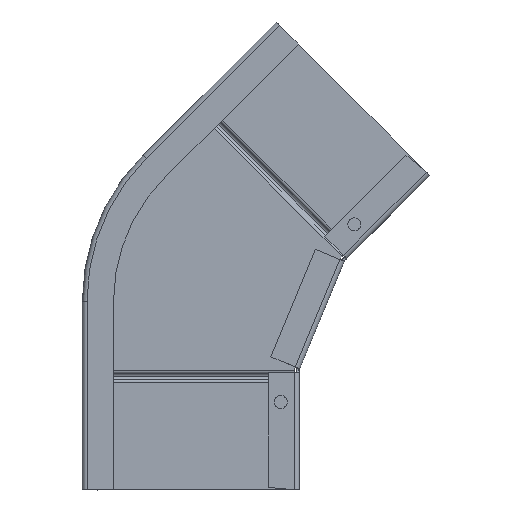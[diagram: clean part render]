
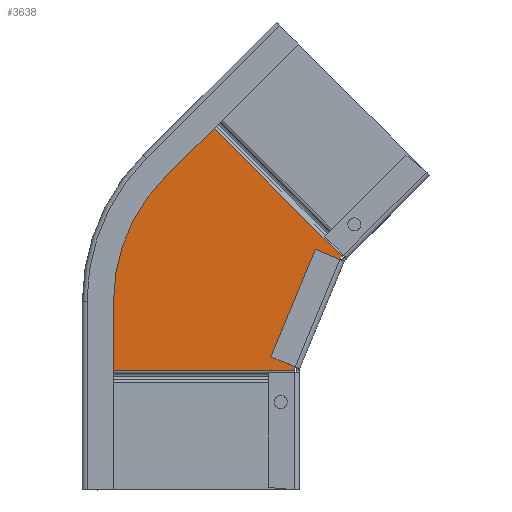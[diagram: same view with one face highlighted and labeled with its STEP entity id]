
A CAD part, top view. The second image highlights one B-rep face of the part: STEP entity #3638.
In plain terms, the highlighted planar face has unit normal (0, 0, 1).
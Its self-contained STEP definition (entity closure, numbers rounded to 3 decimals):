
#6 = EDGE_LOOP ( 'NONE', ( #4481, #3160, #3802, #679, #3414, #3810, #983, #2447 ) ) ;
#18 = LINE ( 'NONE', #3227, #884 ) ;
#44 = EDGE_CURVE ( 'NONE', #3730, #893, #2222, .T. ) ;
#85 = DIRECTION ( 'NONE',  ( 0., 0., -1. ) ) ;
#196 = VERTEX_POINT ( 'NONE', #3990 ) ;
#350 = DIRECTION ( 'NONE',  ( 0.383, 0.924, 0. ) ) ;
#378 = VECTOR ( 'NONE', #2670, 1000. ) ;
#428 = CARTESIAN_POINT ( 'NONE',  ( 0., 58.5, 0. ) ) ;
#448 = LINE ( 'NONE', #4592, #4045 ) ;
#455 = LINE ( 'NONE', #3875, #2770 ) ;
#495 = LINE ( 'NONE', #4428, #378 ) ;
#549 = CARTESIAN_POINT ( 'NONE',  ( 0., 57.328, 0. ) ) ;
#595 = EDGE_CURVE ( 'NONE', #1316, #3592, #455, .T. ) ;
#629 = AXIS2_PLACEMENT_3D ( 'NONE', #1911, #85, #2634 ) ;
#679 = ORIENTED_EDGE ( 'NONE', *, *, #2080, .F. ) ;
#719 = EDGE_CURVE ( 'NONE', #3592, #196, #4327, .T. ) ;
#872 = EDGE_CURVE ( 'NONE', #1304, #196, #448, .T. ) ;
#884 = VECTOR ( 'NONE', #3934, 1000. ) ;
#893 = VERTEX_POINT ( 'NONE', #3218 ) ;
#908 = CARTESIAN_POINT ( 'NONE',  ( 0., 58.5, 0. ) ) ;
#983 = ORIENTED_EDGE ( 'NONE', *, *, #1182, .F. ) ;
#1048 = EDGE_CURVE ( 'NONE', #3714, #1316, #2994, .T. ) ;
#1100 = FACE_OUTER_BOUND ( 'NONE', #6, .T. ) ;
#1178 = VECTOR ( 'NONE', #3643, 1000. ) ;
#1182 = EDGE_CURVE ( 'NONE', #3714, #893, #495, .T. ) ;
#1304 = VERTEX_POINT ( 'NONE', #4479 ) ;
#1316 = VERTEX_POINT ( 'NONE', #549 ) ;
#1510 = CARTESIAN_POINT ( 'NONE',  ( -47.954, 182.977, 0. ) ) ;
#1746 = DIRECTION ( 'NONE',  ( -0.707, -0.707, 0. ) ) ;
#1911 = CARTESIAN_POINT ( 'NONE',  ( -100., 57.328, 0. ) ) ;
#2080 = EDGE_CURVE ( 'NONE', #2816, #1304, #3464, .T. ) ;
#2120 = CARTESIAN_POINT ( 'NONE',  ( -3., 90.753, 0. ) ) ;
#2220 = CARTESIAN_POINT ( 'NONE',  ( -100., 57.328, 0. ) ) ;
#2222 = CIRCLE ( 'NONE', #3654, 97. ) ;
#2447 = ORIENTED_EDGE ( 'NONE', *, *, #1048, .T. ) ;
#2460 = DIRECTION ( 'NONE',  ( 0., 1., 0. ) ) ;
#2476 = DIRECTION ( 'NONE',  ( -1., 0., 0. ) ) ;
#2634 = DIRECTION ( 'NONE',  ( -1., 0., 0. ) ) ;
#2670 = DIRECTION ( 'NONE',  ( 0., 1., 0. ) ) ;
#2678 = CARTESIAN_POINT ( 'NONE',  ( -71.589, 159.343, 0. ) ) ;
#2770 = VECTOR ( 'NONE', #2460, 1000. ) ;
#2816 = VERTEX_POINT ( 'NONE', #3718 ) ;
#2981 = PLANE ( 'NONE',  #629 ) ;
#2994 = LINE ( 'NONE', #2220, #1178 ) ;
#3025 = CARTESIAN_POINT ( 'NONE',  ( -100., 57.328, 0. ) ) ;
#3160 = ORIENTED_EDGE ( 'NONE', *, *, #719, .T. ) ;
#3206 = EDGE_CURVE ( 'NONE', #2816, #3730, #18, .T. ) ;
#3218 = CARTESIAN_POINT ( 'NONE',  ( -100., 90.753, 0. ) ) ;
#3227 = CARTESIAN_POINT ( 'NONE',  ( -47.954, 182.977, 0. ) ) ;
#3414 = ORIENTED_EDGE ( 'NONE', *, *, #3206, .T. ) ;
#3464 = LINE ( 'NONE', #1510, #3573 ) ;
#3573 = VECTOR ( 'NONE', #4006, 1000. ) ;
#3592 = VERTEX_POINT ( 'NONE', #428 ) ;
#3638 = ADVANCED_FACE ( 'NONE', ( #1100 ), #2981, .F. ) ;
#3643 = DIRECTION ( 'NONE',  ( 1., 0., 0. ) ) ;
#3654 = AXIS2_PLACEMENT_3D ( 'NONE', #2120, #4601, #2476 ) ;
#3714 = VERTEX_POINT ( 'NONE', #3025 ) ;
#3718 = CARTESIAN_POINT ( 'NONE',  ( -47.954, 182.977, 0. ) ) ;
#3730 = VERTEX_POINT ( 'NONE', #2678 ) ;
#3802 = ORIENTED_EDGE ( 'NONE', *, *, #872, .F. ) ;
#3810 = ORIENTED_EDGE ( 'NONE', *, *, #44, .T. ) ;
#3875 = CARTESIAN_POINT ( 'NONE',  ( 0., 57.328, 0. ) ) ;
#3934 = DIRECTION ( 'NONE',  ( -0.707, -0.707, 0. ) ) ;
#3990 = CARTESIAN_POINT ( 'NONE',  ( 21.928, 111.438, 0. ) ) ;
#4006 = DIRECTION ( 'NONE',  ( 0.707, -0.707, 0. ) ) ;
#4045 = VECTOR ( 'NONE', #1746, 1000. ) ;
#4202 = VECTOR ( 'NONE', #350, 1000. ) ;
#4327 = LINE ( 'NONE', #908, #4202 ) ;
#4428 = CARTESIAN_POINT ( 'NONE',  ( -100., 57.328, 0. ) ) ;
#4479 = CARTESIAN_POINT ( 'NONE',  ( 22.756, 112.267, 0. ) ) ;
#4481 = ORIENTED_EDGE ( 'NONE', *, *, #595, .T. ) ;
#4592 = CARTESIAN_POINT ( 'NONE',  ( 22.756, 112.267, 0. ) ) ;
#4601 = DIRECTION ( 'NONE',  ( 0., 0., 1. ) ) ;
